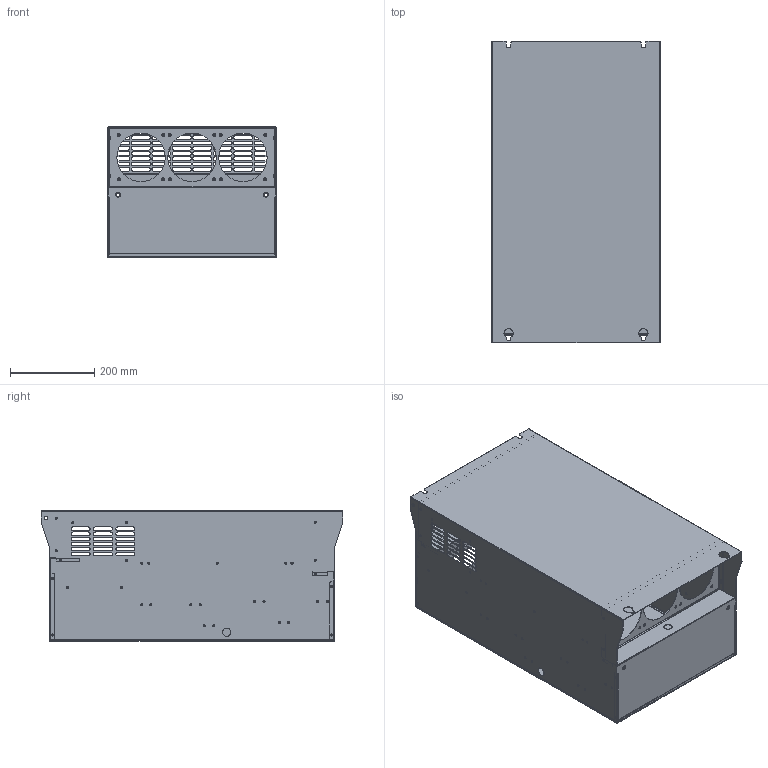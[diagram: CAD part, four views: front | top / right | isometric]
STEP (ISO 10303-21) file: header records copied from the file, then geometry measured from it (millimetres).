
FILE_DESCRIPTION((''),'2;1');
FILE_NAME('T9000-132_160G_ASM','2019-05-23T',('PC-TR'),(''),'PRO/ENGINEER BY PARAMETRIC TECHNOLOGY CORPORATION, 2010280','PRO/ENGINEER BY PARAMETRIC TECHNOLOGY CORPORATION, 2010280','');
FILE_SCHEMA(('CONFIG_CONTROL_DESIGN'));
Products named in the file (1): T9000-132_160G_ASM
Bounding box: 400 x 715 x 310 mm (x, y, z)
Surface area: 2458509.2 mm2 (no closed solid volume)
Topology: 0 solids, 0 shells, 1232 faces, 7060 edges, 7060 vertices
Faces by surface type: bspline 1232
Entity records: 123536 total; most frequent: CARTESIAN_POINT 58813, DIRECTION 10639, TRIMMED_CURVE 9038, VECTOR 7437, LINE 7437, DEFINITIONAL_REPRESENTATION 7060, PCURVE 7060, COMPOSITE_CURVE_SEGMENT 7060
